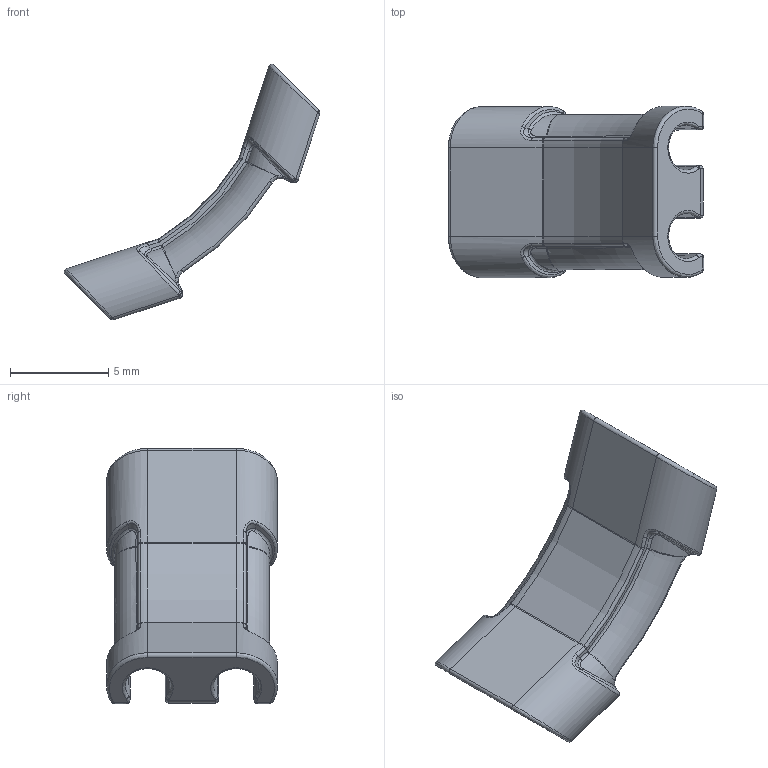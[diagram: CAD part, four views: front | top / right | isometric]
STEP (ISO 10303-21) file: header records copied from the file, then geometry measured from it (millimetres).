
FILE_DESCRIPTION((''),'2;1');
FILE_NAME('3555_0011_320','2020-07-06T',('presta_be4'),(''),'CREO PARAMETRIC BY PTC INC, 2018360','CREO PARAMETRIC BY PTC INC, 2018360','');
FILE_SCHEMA(('CONFIG_CONTROL_DESIGN'));
Length unit declared in the file: millimetre
Products named in the file (1): 3555_0011_320
Bounding box: 12.99 x 8.7 x 12.99 mm (x, y, z)
Volume: 220.1 mm3; surface area: 444.7 mm2
Topology: 1 solids, 1 shells, 248 faces, 574 edges, 328 vertices
Faces by surface type: bspline 136, cylinder 70, plane 22, torus 16, sphere 4
Entity records: 12831 total; most frequent: CARTESIAN_POINT 8242, ORIENTED_EDGE 1148, DIRECTION 674, EDGE_CURVE 574, VERTEX_POINT 328, B_SPLINE_CURVE_WITH_KNOTS 297, AXIS2_PLACEMENT_3D 285, EDGE_LOOP 248
